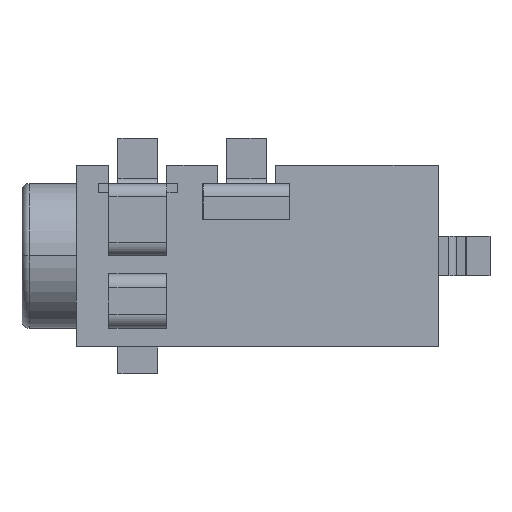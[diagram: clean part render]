
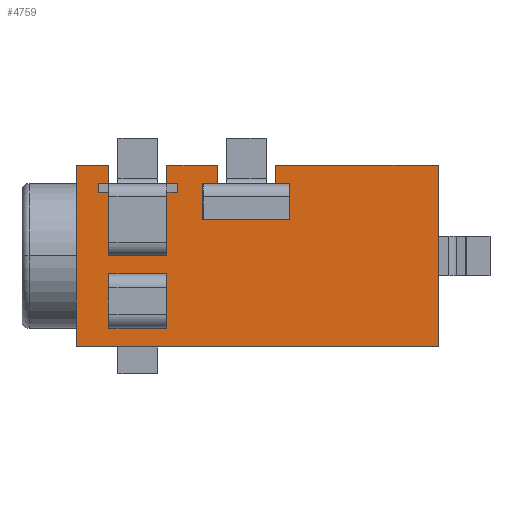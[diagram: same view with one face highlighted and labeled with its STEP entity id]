
A CAD part, top view. The second image highlights one B-rep face of the part: STEP entity #4759.
In plain terms, the highlighted planar face has unit normal (0, 0, 1).
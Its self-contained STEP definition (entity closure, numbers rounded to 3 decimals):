
#676=DIRECTION('',(1.,0.,0.));
#677=VECTOR('',#676,0.3);
#678=CARTESIAN_POINT('',(-3.887,3.801,4.049));
#679=LINE('',#678,#677);
#680=DIRECTION('',(0.,-1.,0.));
#681=VECTOR('',#680,0.5);
#682=CARTESIAN_POINT('',(-3.887,4.301,4.049));
#683=LINE('',#682,#681);
#684=DIRECTION('',(0.,1.,0.));
#685=VECTOR('',#684,0.5);
#686=CARTESIAN_POINT('',(-2.487,3.801,4.049));
#687=LINE('',#686,#685);
#688=DIRECTION('',(1.,0.,0.));
#689=VECTOR('',#688,0.4);
#690=CARTESIAN_POINT('',(-2.887,3.801,4.049));
#691=LINE('',#690,#689);
#692=DIRECTION('',(0.,1.,0.));
#693=VECTOR('',#692,1.);
#694=CARTESIAN_POINT('',(-2.887,2.801,4.049));
#695=LINE('',#694,#693);
#696=DIRECTION('',(-1.,0.,0.));
#697=VECTOR('',#696,2.4);
#698=CARTESIAN_POINT('',(-0.487,2.801,4.049));
#699=LINE('',#698,#697);
#700=DIRECTION('',(0.,-1.,0.));
#701=VECTOR('',#700,1.);
#702=CARTESIAN_POINT('',(-0.487,3.801,4.049));
#703=LINE('',#702,#701);
#704=DIRECTION('',(1.,0.,0.));
#705=VECTOR('',#704,0.4);
#706=CARTESIAN_POINT('',(-0.887,3.801,4.049));
#707=LINE('',#706,#705);
#708=DIRECTION('',(0.,-1.,0.));
#709=VECTOR('',#708,0.5);
#710=CARTESIAN_POINT('',(-0.887,4.301,4.049));
#711=LINE('',#710,#709);
#712=DIRECTION('',(0.,1.,0.));
#713=VECTOR('',#712,0.5);
#714=CARTESIAN_POINT('',(-5.487,3.801,4.049));
#715=LINE('',#714,#713);
#716=DIRECTION('',(1.,0.,0.));
#717=VECTOR('',#716,0.3);
#718=CARTESIAN_POINT('',(-5.787,3.801,4.049));
#719=LINE('',#718,#717);
#720=DIRECTION('',(0.,1.,0.));
#721=VECTOR('',#720,0.25);
#722=CARTESIAN_POINT('',(-5.787,3.551,4.049));
#723=LINE('',#722,#721);
#724=DIRECTION('',(-1.,0.,0.));
#725=VECTOR('',#724,0.3);
#726=CARTESIAN_POINT('',(-5.487,3.551,4.049));
#727=LINE('',#726,#725);
#728=DIRECTION('',(0.,1.,0.));
#729=VECTOR('',#728,1.75);
#730=CARTESIAN_POINT('',(-5.487,1.801,4.049));
#731=LINE('',#730,#729);
#732=DIRECTION('',(-1.,0.,0.));
#733=VECTOR('',#732,1.6);
#734=CARTESIAN_POINT('',(-3.887,1.801,4.049));
#735=LINE('',#734,#733);
#736=DIRECTION('',(0.,-1.,0.));
#737=VECTOR('',#736,1.75);
#738=CARTESIAN_POINT('',(-3.887,3.551,4.049));
#739=LINE('',#738,#737);
#740=DIRECTION('',(-1.,0.,0.));
#741=VECTOR('',#740,0.3);
#742=CARTESIAN_POINT('',(-3.587,3.551,4.049));
#743=LINE('',#742,#741);
#744=DIRECTION('',(0.,-1.,0.));
#745=VECTOR('',#744,0.25);
#746=CARTESIAN_POINT('',(-3.587,3.801,4.049));
#747=LINE('',#746,#745);
#748=DIRECTION('',(0.,-1.,0.));
#749=VECTOR('',#748,1.5);
#750=CARTESIAN_POINT('',(-3.887,1.301,4.049));
#751=LINE('',#750,#749);
#752=DIRECTION('',(1.,0.,0.));
#753=VECTOR('',#752,1.6);
#754=CARTESIAN_POINT('',(-5.487,1.301,4.049));
#755=LINE('',#754,#753);
#756=DIRECTION('',(0.,1.,0.));
#757=VECTOR('',#756,1.5);
#758=CARTESIAN_POINT('',(-5.487,-0.199,
4.049));
#759=LINE('',#758,#757);
#760=DIRECTION('',(-1.,0.,0.));
#761=VECTOR('',#760,1.6);
#762=CARTESIAN_POINT('',(-3.887,-0.199,
4.049));
#763=LINE('',#762,#761);
#1163=DIRECTION('',(0.,1.,0.));
#1164=VECTOR('',#1163,2.5);
#1165=CARTESIAN_POINT('',(-6.387,-0.699,
4.049));
#1166=LINE('',#1165,#1164);
#1171=DIRECTION('',(-1.,0.,0.));
#1172=VECTOR('',#1171,10.);
#1173=CARTESIAN_POINT('',(3.612,-0.699,
4.049));
#1174=LINE('',#1173,#1172);
#1421=DIRECTION('',(0.,-1.,0.));
#1422=VECTOR('',#1421,5.);
#1423=CARTESIAN_POINT('',(3.612,4.301,4.049));
#1424=LINE('',#1423,#1422);
#1811=DIRECTION('',(1.,0.,0.));
#1812=VECTOR('',#1811,4.5);
#1813=CARTESIAN_POINT('',(-0.887,4.301,
4.049));
#1814=LINE('',#1813,#1812);
#2131=DIRECTION('',(1.,0.,0.));
#2132=VECTOR('',#2131,1.4);
#2133=CARTESIAN_POINT('',(-3.887,4.301,4.049));
#2134=LINE('',#2133,#2132);
#2634=DIRECTION('',(0.,1.,0.));
#2635=VECTOR('',#2634,2.5);
#2636=CARTESIAN_POINT('',(-6.387,1.801,4.049));
#2637=LINE('',#2636,#2635);
#2642=DIRECTION('',(1.,0.,0.));
#2643=VECTOR('',#2642,0.9);
#2644=CARTESIAN_POINT('',(-6.387,4.301,4.049));
#2645=LINE('',#2644,#2643);
#3545=CARTESIAN_POINT('',(-6.387,1.801,4.049));
#3546=VERTEX_POINT('',#3545);
#3643=CARTESIAN_POINT('',(-5.487,3.551,4.049));
#3644=VERTEX_POINT('',#3643);
#3645=CARTESIAN_POINT('',(-5.487,1.801,4.049));
#3646=VERTEX_POINT('',#3645);
#3664=CARTESIAN_POINT('',(-3.887,3.551,4.049));
#3666=VERTEX_POINT('',#3664);
#3677=CARTESIAN_POINT('',(-3.887,1.801,4.049));
#3678=VERTEX_POINT('',#3677);
#3701=CARTESIAN_POINT('',(-2.487,4.301,4.049));
#3702=VERTEX_POINT('',#3701);
#3703=CARTESIAN_POINT('',(-3.887,4.301,4.049));
#3704=VERTEX_POINT('',#3703);
#3705=CARTESIAN_POINT('',(-5.487,4.301,4.049));
#3706=VERTEX_POINT('',#3705);
#3707=CARTESIAN_POINT('',(-6.387,4.301,4.049));
#3708=VERTEX_POINT('',#3707);
#3709=CARTESIAN_POINT('',(-3.887,3.801,4.049));
#3710=VERTEX_POINT('',#3709);
#3733=CARTESIAN_POINT('',(-6.387,-0.699,
4.049));
#3734=VERTEX_POINT('',#3733);
#3739=CARTESIAN_POINT('',(3.612,-0.699,
4.049));
#3740=VERTEX_POINT('',#3739);
#3751=CARTESIAN_POINT('',(3.612,4.301,4.049));
#3752=VERTEX_POINT('',#3751);
#3753=CARTESIAN_POINT('',(-0.887,4.301,
4.049));
#3754=VERTEX_POINT('',#3753);
#3755=CARTESIAN_POINT('',(-3.587,3.801,4.049));
#3756=VERTEX_POINT('',#3755);
#3757=CARTESIAN_POINT('',(-3.587,3.551,4.049));
#3758=VERTEX_POINT('',#3757);
#3759=CARTESIAN_POINT('',(-5.787,3.551,4.049));
#3760=VERTEX_POINT('',#3759);
#3761=CARTESIAN_POINT('',(-5.787,3.801,4.049));
#3762=VERTEX_POINT('',#3761);
#3763=CARTESIAN_POINT('',(-5.487,3.801,4.049));
#3764=VERTEX_POINT('',#3763);
#3765=CARTESIAN_POINT('',(-0.887,3.801,
4.049));
#3766=VERTEX_POINT('',#3765);
#3767=CARTESIAN_POINT('',(-0.487,3.801,
4.049));
#3768=VERTEX_POINT('',#3767);
#3769=CARTESIAN_POINT('',(-0.487,2.801,
4.049));
#3770=VERTEX_POINT('',#3769);
#3771=CARTESIAN_POINT('',(-2.887,2.801,4.049));
#3772=VERTEX_POINT('',#3771);
#3773=CARTESIAN_POINT('',(-2.887,3.801,4.049));
#3774=VERTEX_POINT('',#3773);
#3775=CARTESIAN_POINT('',(-2.487,3.801,4.049));
#3776=VERTEX_POINT('',#3775);
#3777=CARTESIAN_POINT('',(-3.887,1.301,4.049));
#3778=CARTESIAN_POINT('',(-3.887,-0.199,
4.049));
#3779=VERTEX_POINT('',#3777);
#3780=VERTEX_POINT('',#3778);
#3781=CARTESIAN_POINT('',(-5.487,-0.199,
4.049));
#3782=VERTEX_POINT('',#3781);
#3783=CARTESIAN_POINT('',(-5.487,1.301,4.049));
#3784=VERTEX_POINT('',#3783);
#4695=CARTESIAN_POINT('',(-4.687,1.801,4.049));
#4696=DIRECTION('',(0.,0.,1.));
#4697=DIRECTION('',(1.,0.,0.));
#4698=AXIS2_PLACEMENT_3D('',#4695,#4696,#4697);
#4699=PLANE('',#4698);
#4701=ORIENTED_EDGE('',*,*,#4700,.F.);
#4703=ORIENTED_EDGE('',*,*,#4702,.F.);
#4705=ORIENTED_EDGE('',*,*,#4704,.T.);
#4707=ORIENTED_EDGE('',*,*,#4706,.F.);
#4709=ORIENTED_EDGE('',*,*,#4708,.F.);
#4711=ORIENTED_EDGE('',*,*,#4710,.F.);
#4713=ORIENTED_EDGE('',*,*,#4712,.F.);
#4715=ORIENTED_EDGE('',*,*,#4714,.F.);
#4717=ORIENTED_EDGE('',*,*,#4716,.F.);
#4719=ORIENTED_EDGE('',*,*,#4718,.F.);
#4721=ORIENTED_EDGE('',*,*,#4720,.T.);
#4723=ORIENTED_EDGE('',*,*,#4722,.T.);
#4725=ORIENTED_EDGE('',*,*,#4724,.T.);
#4727=ORIENTED_EDGE('',*,*,#4726,.T.);
#4729=ORIENTED_EDGE('',*,*,#4728,.T.);
#4731=ORIENTED_EDGE('',*,*,#4730,.T.);
#4733=ORIENTED_EDGE('',*,*,#4732,.F.);
#4735=ORIENTED_EDGE('',*,*,#4734,.F.);
#4737=ORIENTED_EDGE('',*,*,#4736,.F.);
#4739=ORIENTED_EDGE('',*,*,#4738,.F.);
#4741=ORIENTED_EDGE('',*,*,#4740,.F.);
#4743=ORIENTED_EDGE('',*,*,#4742,.F.);
#4745=ORIENTED_EDGE('',*,*,#4744,.F.);
#4747=ORIENTED_EDGE('',*,*,#4746,.F.);
#4749=ORIENTED_EDGE('',*,*,#4748,.F.);
#4750=EDGE_LOOP('',(#4701,#4703,#4705,#4707,#4709,#4711,#4713,#4715,#4717,#4719,
#4721,#4723,#4725,#4727,#4729,#4731,#4733,#4735,#4737,#4739,#4741,#4743,#4745,
#4747,#4749));
#4751=FACE_OUTER_BOUND('',#4750,.F.);
#4752=ORIENTED_EDGE('',*,*,#4576,.F.);
#4753=ORIENTED_EDGE('',*,*,#4690,.F.);
#4754=ORIENTED_EDGE('',*,*,#4486,.F.);
#4756=ORIENTED_EDGE('',*,*,#4755,.F.);
#4757=EDGE_LOOP('',(#4752,#4753,#4754,#4756));
#4758=FACE_BOUND('',#4757,.F.);
#4759=ADVANCED_FACE('',(#4751,#4758),#4699,.T.);
#4486=EDGE_CURVE('',#3782,#3784,#759,.T.);
#4576=EDGE_CURVE('',#3779,#3780,#751,.T.);
#4690=EDGE_CURVE('',#3784,#3779,#755,.T.);
#4700=EDGE_CURVE('',#3710,#3756,#679,.T.);
#4702=EDGE_CURVE('',#3704,#3710,#683,.T.);
#4704=EDGE_CURVE('',#3704,#3702,#2134,.T.);
#4706=EDGE_CURVE('',#3776,#3702,#687,.T.);
#4708=EDGE_CURVE('',#3774,#3776,#691,.T.);
#4710=EDGE_CURVE('',#3772,#3774,#695,.T.);
#4712=EDGE_CURVE('',#3770,#3772,#699,.T.);
#4714=EDGE_CURVE('',#3768,#3770,#703,.T.);
#4716=EDGE_CURVE('',#3766,#3768,#707,.T.);
#4718=EDGE_CURVE('',#3754,#3766,#711,.T.);
#4720=EDGE_CURVE('',#3754,#3752,#1814,.T.);
#4722=EDGE_CURVE('',#3752,#3740,#1424,.T.);
#4724=EDGE_CURVE('',#3740,#3734,#1174,.T.);
#4726=EDGE_CURVE('',#3734,#3546,#1166,.T.);
#4728=EDGE_CURVE('',#3546,#3708,#2637,.T.);
#4730=EDGE_CURVE('',#3708,#3706,#2645,.T.);
#4732=EDGE_CURVE('',#3764,#3706,#715,.T.);
#4734=EDGE_CURVE('',#3762,#3764,#719,.T.);
#4736=EDGE_CURVE('',#3760,#3762,#723,.T.);
#4738=EDGE_CURVE('',#3644,#3760,#727,.T.);
#4740=EDGE_CURVE('',#3646,#3644,#731,.T.);
#4742=EDGE_CURVE('',#3678,#3646,#735,.T.);
#4744=EDGE_CURVE('',#3666,#3678,#739,.T.);
#4746=EDGE_CURVE('',#3758,#3666,#743,.T.);
#4748=EDGE_CURVE('',#3756,#3758,#747,.T.);
#4755=EDGE_CURVE('',#3780,#3782,#763,.T.);
